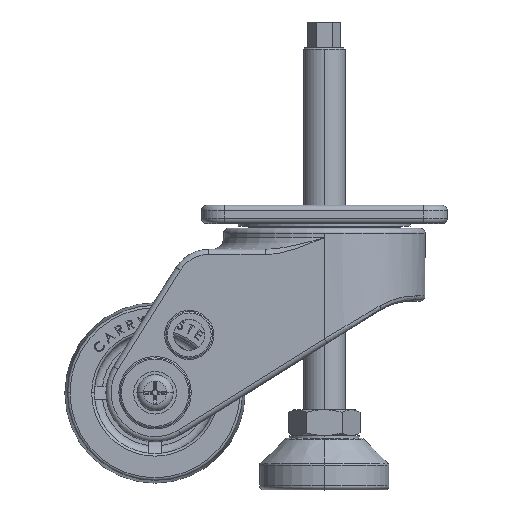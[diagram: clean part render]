
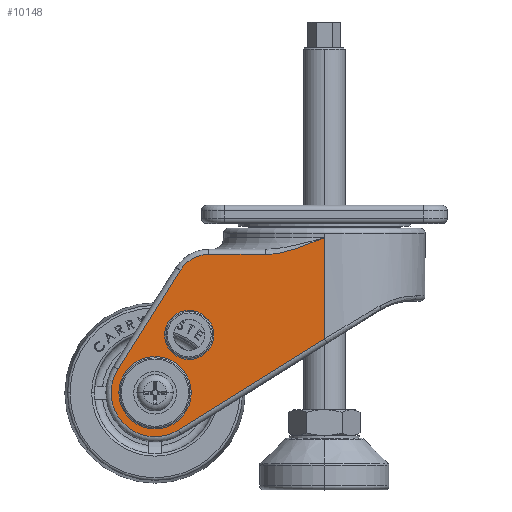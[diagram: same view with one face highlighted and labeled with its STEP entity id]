
A CAD part, top view. The second image highlights one B-rep face of the part: STEP entity #10148.
In plain terms, the highlighted planar face has unit normal (0, 0, 1).
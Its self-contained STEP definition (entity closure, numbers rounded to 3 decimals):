
#64 = VERTEX_POINT ( 'NONE', #9190 ) ;
#192 = VERTEX_POINT ( 'NONE', #10692 ) ;
#618 = ORIENTED_EDGE ( 'NONE', *, *, #27362, .T. ) ;
#738 = VERTEX_POINT ( 'NONE', #28605 ) ;
#921 = VERTEX_POINT ( 'NONE', #32760 ) ;
#1523 = PLANE ( 'NONE',  #21147 ) ;
#1919 = CARTESIAN_POINT ( 'NONE',  ( -56.916, -9.757, 39. ) ) ;
#2051 = AXIS2_PLACEMENT_3D ( 'NONE', #17644, #41793, #38346 ) ;
#2095 = ORIENTED_EDGE ( 'NONE', *, *, #14958, .T. ) ;
#3481 = EDGE_CURVE ( 'NONE', #17779, #921, #19171, .T. ) ;
#4053 = LINE ( 'NONE', #22427, #38662 ) ;
#4909 = EDGE_CURVE ( 'NONE', #738, #18418, #17978, .T. ) ;
#4972 = EDGE_CURVE ( 'NONE', #921, #17779, #25022, .T. ) ;
#5268 = VERTEX_POINT ( 'NONE', #39814 ) ;
#5318 = CARTESIAN_POINT ( 'NONE',  ( -61.875, -10.2, 39. ) ) ;
#5414 = CARTESIAN_POINT ( 'NONE',  ( -60.868, -10.2, 39. ) ) ;
#5722 = ORIENTED_EDGE ( 'NONE', *, *, #40381, .F. ) ;
#6143 = ORIENTED_EDGE ( 'NONE', *, *, #40125, .T. ) ;
#7019 = VECTOR ( 'NONE', #35954, 1000. ) ;
#7145 = DIRECTION ( 'NONE',  ( 0., 0., 1. ) ) ;
#8056 = CIRCLE ( 'NONE', #22786, 17. ) ;
#8915 = CARTESIAN_POINT ( 'NONE',  ( -61.875, -10.2, 39. ) ) ;
#9090 = FACE_OUTER_BOUND ( 'NONE', #21589, .T. ) ;
#9121 = ORIENTED_EDGE ( 'NONE', *, *, #3481, .T. ) ;
#9190 = CARTESIAN_POINT ( 'NONE',  ( -39., -42.797, 39. ) ) ;
#10148 = ADVANCED_FACE ( 'NONE', ( #9090, #10174, #18246 ), #1523, .T. ) ;
#10162 = EDGE_CURVE ( 'NONE', #14686, #35086, #31804, .T. ) ;
#10174 = FACE_BOUND ( 'NONE', #36147, .T. ) ;
#10244 = CARTESIAN_POINT ( 'NONE',  ( -52.074, -8.621, 39. ) ) ;
#10692 = CARTESIAN_POINT ( 'NONE',  ( -83.72, -10.2, 39. ) ) ;
#11324 = VERTEX_POINT ( 'NONE', #37365 ) ;
#11526 = EDGE_LOOP ( 'NONE', ( #37627, #9121 ) ) ;
#11609 = ORIENTED_EDGE ( 'NONE', *, *, #10162, .T. ) ;
#12475 = DIRECTION ( 'NONE',  ( 0., 0., -1. ) ) ;
#12481 = AXIS2_PLACEMENT_3D ( 'NONE', #24191, #44932, #38089 ) ;
#13549 = CIRCLE ( 'NONE', #19268, 9.5 ) ;
#13687 = AXIS2_PLACEMENT_3D ( 'NONE', #20306, #26210, #43302 ) ;
#13852 = CARTESIAN_POINT ( 'NONE',  ( -39., -3.7, 39. ) ) ;
#14686 = VERTEX_POINT ( 'NONE', #13852 ) ;
#14958 = EDGE_CURVE ( 'NONE', #5268, #16938, #4053, .T. ) ;
#16938 = VERTEX_POINT ( 'NONE', #26359 ) ;
#17644 = CARTESIAN_POINT ( 'NONE',  ( -91.28, -41.31, 39. ) ) ;
#17779 = VERTEX_POINT ( 'NONE', #35067 ) ;
#17978 = CIRCLE ( 'NONE', #2051, 9.5 ) ;
#18162 = LINE ( 'NONE', #21008, #44713 ) ;
#18246 = FACE_BOUND ( 'NONE', #11526, .T. ) ;
#18418 = VERTEX_POINT ( 'NONE', #38274 ) ;
#18868 = CARTESIAN_POINT ( 'NONE',  ( -48.264, -7.409, 39. ) ) ;
#19171 = CIRCLE ( 'NONE', #12481, 14. ) ;
#19179 = CARTESIAN_POINT ( 'NONE',  ( -54.968, -9.369, 39. ) ) ;
#19268 = AXIS2_PLACEMENT_3D ( 'NONE', #33189, #12475, #36644 ) ;
#19697 = DIRECTION ( 'NONE',  ( 0., 0., 1. ) ) ;
#19842 = CIRCLE ( 'NONE', #34331, 13. ) ;
#20306 = CARTESIAN_POINT ( 'NONE',  ( -104.5, -63.7, 39. ) ) ;
#20664 = CARTESIAN_POINT ( 'NONE',  ( -42.683, -5.244, 39. ) ) ;
#21008 = CARTESIAN_POINT ( 'NONE',  ( -40.06, -43.46, 39. ) ) ;
#21147 = AXIS2_PLACEMENT_3D ( 'NONE', #42589, #34590, #27159 ) ;
#21589 = EDGE_LOOP ( 'NONE', ( #5722, #11609, #30060, #30918, #2095, #44905, #6143 ) ) ;
#22363 = CARTESIAN_POINT ( 'NONE',  ( -40.84, -4.471, 39. ) ) ;
#22427 = CARTESIAN_POINT ( 'NONE',  ( -118.885, -54.64, 39. ) ) ;
#22663 = CARTESIAN_POINT ( 'NONE',  ( -59.872, -10.136, 39. ) ) ;
#22786 = AXIS2_PLACEMENT_3D ( 'NONE', #27851, #7145, #31339 ) ;
#24191 = CARTESIAN_POINT ( 'NONE',  ( -104.5, -63.7, 39. ) ) ;
#25022 = CIRCLE ( 'NONE', #13687, 14. ) ;
#26113 = CARTESIAN_POINT ( 'NONE',  ( -57.896, -9.915, 39. ) ) ;
#26210 = DIRECTION ( 'NONE',  ( 0., 0., -1. ) ) ;
#26359 = CARTESIAN_POINT ( 'NONE',  ( -118.885, -54.64, 39. ) ) ;
#26468 = LINE ( 'NONE', #32489, #7019 ) ;
#27159 = DIRECTION ( 'NONE',  ( 1., 0., 0. ) ) ;
#27362 = EDGE_CURVE ( 'NONE', #18418, #738, #13549, .T. ) ;
#27851 = CARTESIAN_POINT ( 'NONE',  ( -104.5, -63.7, 39. ) ) ;
#28605 = CARTESIAN_POINT ( 'NONE',  ( -81.78, -41.31, 39. ) ) ;
#28799 = EDGE_CURVE ( 'NONE', #16938, #11324, #8056, .T. ) ;
#28978 = LINE ( 'NONE', #40133, #39238 ) ;
#30060 = ORIENTED_EDGE ( 'NONE', *, *, #35380, .T. ) ;
#30918 = ORIENTED_EDGE ( 'NONE', *, *, #37746, .T. ) ;
#31339 = DIRECTION ( 'NONE',  ( 1., 0., 0. ) ) ;
#31804 = B_SPLINE_CURVE_WITH_KNOTS ( 'NONE', 3,
 ( #43059, #22363, #20664, #39559, #18868, #39865, #10244, #43363, #19179, #1919, #26113, #22663, #5414, #8915 ),
 .UNSPECIFIED., .F., .F.,
 ( 4, 2, 2, 2, 2, 2, 4 ),
 ( 0., 0.006, 0.012, 0.015, 0.018, 0.021, 0.024 ),
 .UNSPECIFIED. ) ;
#32489 = CARTESIAN_POINT ( 'NONE',  ( -83.72, -10.2, 39. ) ) ;
#32760 = CARTESIAN_POINT ( 'NONE',  ( -90.5, -63.7, 39. ) ) ;
#33189 = CARTESIAN_POINT ( 'NONE',  ( -91.28, -41.31, 39. ) ) ;
#34331 = AXIS2_PLACEMENT_3D ( 'NONE', #40392, #19697, #43902 ) ;
#34590 = DIRECTION ( 'NONE',  ( 0., 0., 1. ) ) ;
#35067 = CARTESIAN_POINT ( 'NONE',  ( -118.5, -63.7, 39. ) ) ;
#35086 = VERTEX_POINT ( 'NONE', #5318 ) ;
#35380 = EDGE_CURVE ( 'NONE', #35086, #192, #26468, .T. ) ;
#35954 = DIRECTION ( 'NONE',  ( -1., 0., 0. ) ) ;
#36147 = EDGE_LOOP ( 'NONE', ( #40993, #618 ) ) ;
#36176 = DIRECTION ( 'NONE',  ( -0.533, -0.846, 0. ) ) ;
#36644 = DIRECTION ( 'NONE',  ( 1., 0., 0. ) ) ;
#36816 = DIRECTION ( 'NONE',  ( 0., -1., 0. ) ) ;
#37365 = CARTESIAN_POINT ( 'NONE',  ( -95.488, -78.115, 39. ) ) ;
#37627 = ORIENTED_EDGE ( 'NONE', *, *, #4972, .T. ) ;
#37746 = EDGE_CURVE ( 'NONE', #192, #5268, #19842, .T. ) ;
#38089 = DIRECTION ( 'NONE',  ( 1., 0., 0. ) ) ;
#38274 = CARTESIAN_POINT ( 'NONE',  ( -100.78, -41.31, 39. ) ) ;
#38346 = DIRECTION ( 'NONE',  ( 1., 0., 0. ) ) ;
#38662 = VECTOR ( 'NONE', #36176, 1000. ) ;
#39238 = VECTOR ( 'NONE', #36816, 1000. ) ;
#39559 = CARTESIAN_POINT ( 'NONE',  ( -46.394, -6.712, 39. ) ) ;
#39814 = CARTESIAN_POINT ( 'NONE',  ( -94.72, -16.272, 39. ) ) ;
#39865 = CARTESIAN_POINT ( 'NONE',  ( -51.114, -8.333, 39. ) ) ;
#40125 = EDGE_CURVE ( 'NONE', #11324, #64, #18162, .T. ) ;
#40133 = CARTESIAN_POINT ( 'NONE',  ( -39., -50., 39. ) ) ;
#40381 = EDGE_CURVE ( 'NONE', #14686, #64, #28978, .T. ) ;
#40392 = CARTESIAN_POINT ( 'NONE',  ( -83.72, -23.2, 39. ) ) ;
#40993 = ORIENTED_EDGE ( 'NONE', *, *, #4909, .T. ) ;
#41676 = DIRECTION ( 'NONE',  ( 0.848, 0.53, 0. ) ) ;
#41793 = DIRECTION ( 'NONE',  ( 0., 0., -1. ) ) ;
#42589 = CARTESIAN_POINT ( 'NONE',  ( -104.5, -63.7, 39. ) ) ;
#43059 = CARTESIAN_POINT ( 'NONE',  ( -39., -3.7, 39. ) ) ;
#43302 = DIRECTION ( 'NONE',  ( 1., 0., 0. ) ) ;
#43363 = CARTESIAN_POINT ( 'NONE',  ( -54., -9.139, 39. ) ) ;
#43902 = DIRECTION ( 'NONE',  ( 1., 0., 0. ) ) ;
#44713 = VECTOR ( 'NONE', #41676, 1000. ) ;
#44905 = ORIENTED_EDGE ( 'NONE', *, *, #28799, .T. ) ;
#44932 = DIRECTION ( 'NONE',  ( 0., 0., -1. ) ) ;
